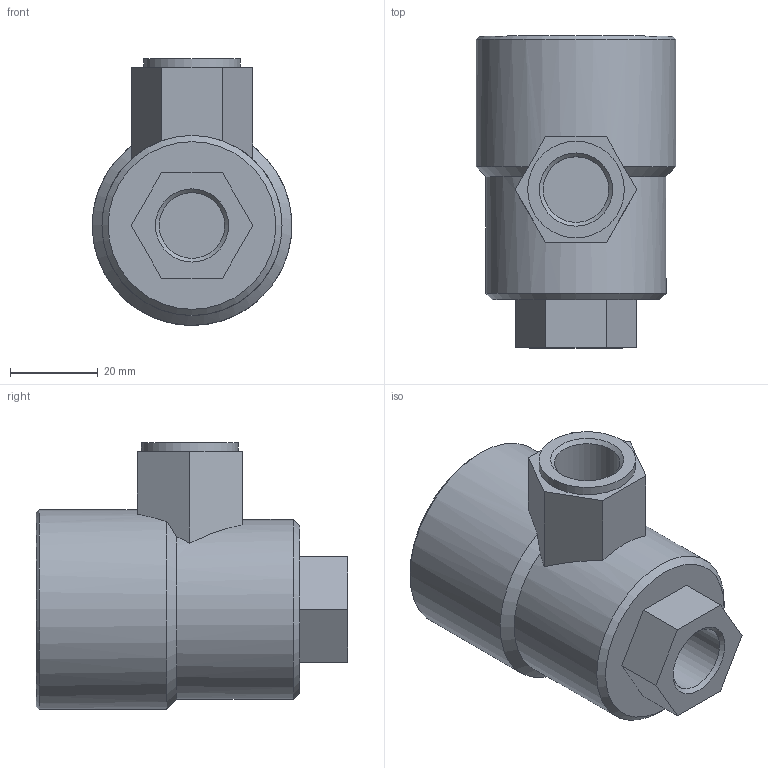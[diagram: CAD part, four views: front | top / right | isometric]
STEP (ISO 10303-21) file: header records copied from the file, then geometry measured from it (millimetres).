
FILE_DESCRIPTION(/* description */ ('STEP AP214'),/* implementation_level */ '2;1');
FILE_NAME(/* name */ '6755_SEU-3_8',/* time_stamp */ '2024-09-12T17:37:16+02:00',/* author */ ('License CC BY-ND 4.0'),/* organization */ ('CADENAS'),/* preprocessor_version */ 'ST-DEVELOPER v19.3',/* originating_system */ 'PARTsolutions',/* authorisation */ ' ');
FILE_SCHEMA (('AUTOMOTIVE_DESIGN {1 0 10303 214 3 1 1}'));
Length unit declared in the file: millimetre
Products named in the file (2): 6755 SEU-3/8; 6755 SEU-3/8---(geh)
Assembly tree (1 placements, depth 2):
  6755 SEU-3/8
    6755 SEU-3/8---(geh)
Bounding box: 45.5 x 71 x 60.75 mm (x, y, z)
Volume: 97339.6 mm3; surface area: 14823.4 mm2
Topology: 1 solids, 1 shells, 29 faces, 65 edges, 42 vertices
Faces by surface type: plane 19, cylinder 5, cone 5
Full cylindrical faces by diameter (mm): 14.95 x2, 22 x1, 41 x1, 45.5 x1
Entity records: 797 total; most frequent: DIRECTION 136, CARTESIAN_POINT 131, ORIENTED_EDGE 108, EDGE_CURVE 54, AXIS2_PLACEMENT_3D 53, EDGE_LOOP 42, FACE_BOUND 42, VERTEX_POINT 40
